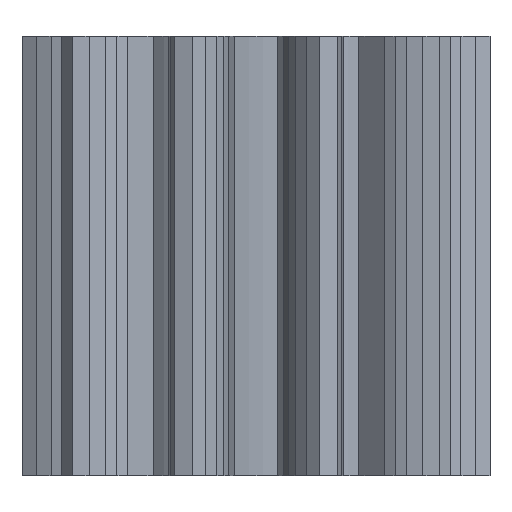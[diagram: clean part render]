
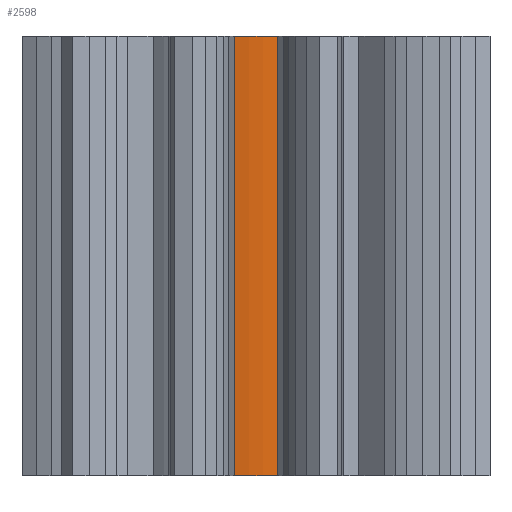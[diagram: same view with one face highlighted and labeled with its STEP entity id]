
A CAD part, left-side view. The second image highlights one B-rep face of the part: STEP entity #2598.
In plain terms, the highlighted cylindrical face has radius 5 mm (diameter 10 mm), a partial arc.
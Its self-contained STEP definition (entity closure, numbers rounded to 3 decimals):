
#39=CIRCLE('',#2761,5.);
#40=CIRCLE('',#2762,5.);
#52=CYLINDRICAL_SURFACE('',#2760,5.);
#170=FACE_OUTER_BOUND('',#296,.T.);
#296=EDGE_LOOP('',(#2091,#2092,#2093,#2094));
#636=LINE('',#4126,#984);
#637=LINE('',#4132,#985);
#984=VECTOR('',#3380,10.);
#985=VECTOR('',#3387,10.);
#1237=VERTEX_POINT('',#4122);
#1238=VERTEX_POINT('',#4124);
#1239=VERTEX_POINT('',#4128);
#1240=VERTEX_POINT('',#4130);
#1602=EDGE_CURVE('',#1237,#1238,#636,.T.);
#1603=EDGE_CURVE('',#1239,#1237,#39,.T.);
#1604=EDGE_CURVE('',#1240,#1238,#40,.T.);
#1605=EDGE_CURVE('',#1239,#1240,#637,.T.);
#2091=ORIENTED_EDGE('',*,*,#1603,.T.);
#2092=ORIENTED_EDGE('',*,*,#1602,.T.);
#2093=ORIENTED_EDGE('',*,*,#1604,.F.);
#2094=ORIENTED_EDGE('',*,*,#1605,.F.);
#2598=ADVANCED_FACE('',(#170),#52,.T.);
#2760=AXIS2_PLACEMENT_3D('',#4127,#3381,#3382);
#2761=AXIS2_PLACEMENT_3D('',#4129,#3383,#3384);
#2762=AXIS2_PLACEMENT_3D('',#4131,#3385,#3386);
#3380=DIRECTION('',(0.,0.,1.));
#3381=DIRECTION('center_axis',(0.,0.,1.));
#3382=DIRECTION('ref_axis',(-0.989,0.149,0.));
#3383=DIRECTION('center_axis',(0.,0.,1.));
#3384=DIRECTION('ref_axis',(-0.989,0.149,0.));
#3385=DIRECTION('center_axis',(0.,0.,1.));
#3386=DIRECTION('ref_axis',(-0.989,0.149,0.));
#3387=DIRECTION('',(0.,0.,1.));
#4122=CARTESIAN_POINT('',(-4.944,-0.747,0.));
#4124=CARTESIAN_POINT('',(-4.944,-0.747,15.));
#4126=CARTESIAN_POINT('',(-4.944,-0.747,0.));
#4127=CARTESIAN_POINT('Origin',(0.,0.,0.));
#4128=CARTESIAN_POINT('',(-4.944,0.747,0.));
#4129=CARTESIAN_POINT('Origin',(0.,0.,0.));
#4130=CARTESIAN_POINT('',(-4.944,0.747,15.));
#4131=CARTESIAN_POINT('Origin',(0.,0.,15.));
#4132=CARTESIAN_POINT('',(-4.944,0.747,0.));
